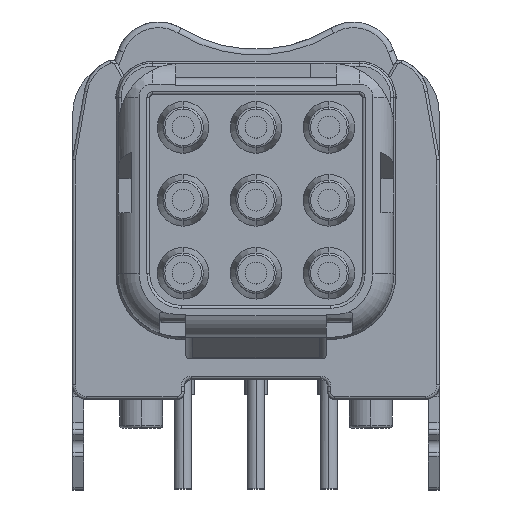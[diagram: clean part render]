
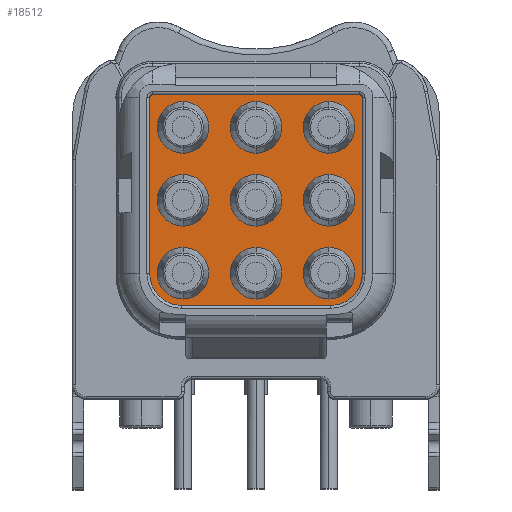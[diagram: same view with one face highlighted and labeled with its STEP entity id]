
A CAD part, top view. The second image highlights one B-rep face of the part: STEP entity #18512.
In plain terms, the highlighted planar face has unit normal (0, 0, 1).
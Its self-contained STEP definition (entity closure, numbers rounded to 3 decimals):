
#385=CARTESIAN_POINT('',(-3.6,3.57,-5.943));
#386=DIRECTION('',(0.,0.,1.));
#387=DIRECTION('',(0.,1.,0.));
#388=AXIS2_PLACEMENT_3D('',#385,#386,#387);
#393=DIRECTION('',(-1.,0.,0.));
#394=VECTOR('',#393,7.2);
#395=CARTESIAN_POINT('',(3.6,3.67,-5.943));
#396=LINE('',#395,#394);
#400=CARTESIAN_POINT('',(3.6,3.57,-5.943));
#401=DIRECTION('',(0.,0.,1.));
#402=DIRECTION('',(1.,0.,0.));
#403=AXIS2_PLACEMENT_3D('',#400,#401,#402);
#408=DIRECTION('',(0.,1.,0.));
#409=VECTOR('',#408,6.14);
#410=CARTESIAN_POINT('',(3.7,-2.57,-5.943));
#411=LINE('',#410,#409);
#415=CARTESIAN_POINT('',(2.6,-2.57,-5.943));
#416=DIRECTION('',(0.,0.,1.));
#417=DIRECTION('',(0.,-1.,0.));
#418=AXIS2_PLACEMENT_3D('',#415,#416,#417);
#423=DIRECTION('',(1.,0.,0.));
#424=VECTOR('',#423,5.2);
#425=CARTESIAN_POINT('',(-2.6,-3.67,-5.943));
#426=LINE('',#425,#424);
#430=CARTESIAN_POINT('',(-2.6,-2.57,-5.943));
#431=DIRECTION('',(0.,0.,1.));
#432=DIRECTION('',(-1.,0.,0.));
#433=AXIS2_PLACEMENT_3D('',#430,#431,#432);
#438=DIRECTION('',(0.,-1.,0.));
#439=VECTOR('',#438,6.14);
#440=CARTESIAN_POINT('',(-3.7,3.57,-5.943));
#441=LINE('',#440,#439);
#445=CARTESIAN_POINT('',(2.54,2.54,-5.943));
#446=DIRECTION('',(0.,0.,-1.));
#447=DIRECTION('',(0.,1.,0.));
#448=AXIS2_PLACEMENT_3D('',#445,#446,#447);
#453=CARTESIAN_POINT('',(2.54,2.54,-5.943));
#454=DIRECTION('',(0.,0.,-1.));
#455=DIRECTION('',(0.,-1.,0.));
#456=AXIS2_PLACEMENT_3D('',#453,#454,#455);
#461=CARTESIAN_POINT('',(0.,2.54,-5.943));
#462=DIRECTION('',(0.,0.,-1.));
#463=DIRECTION('',(0.,1.,0.));
#464=AXIS2_PLACEMENT_3D('',#461,#462,#463);
#469=CARTESIAN_POINT('',(0.,2.54,-5.943));
#470=DIRECTION('',(0.,0.,-1.));
#471=DIRECTION('',(0.,-1.,0.));
#472=AXIS2_PLACEMENT_3D('',#469,#470,#471);
#477=CARTESIAN_POINT('',(-2.54,2.54,-5.943));
#478=DIRECTION('',(0.,0.,-1.));
#479=DIRECTION('',(0.,1.,0.));
#480=AXIS2_PLACEMENT_3D('',#477,#478,#479);
#485=CARTESIAN_POINT('',(-2.54,2.54,-5.943));
#486=DIRECTION('',(0.,0.,-1.));
#487=DIRECTION('',(0.,-1.,0.));
#488=AXIS2_PLACEMENT_3D('',#485,#486,#487);
#493=CARTESIAN_POINT('',(2.54,0.,-5.943));
#494=DIRECTION('',(0.,0.,-1.));
#495=DIRECTION('',(0.,1.,0.));
#496=AXIS2_PLACEMENT_3D('',#493,#494,#495);
#501=CARTESIAN_POINT('',(2.54,0.,-5.943));
#502=DIRECTION('',(0.,0.,-1.));
#503=DIRECTION('',(0.,-1.,0.));
#504=AXIS2_PLACEMENT_3D('',#501,#502,#503);
#509=CARTESIAN_POINT('',(0.,0.,-5.943));
#510=DIRECTION('',(0.,0.,-1.));
#511=DIRECTION('',(0.,1.,0.));
#512=AXIS2_PLACEMENT_3D('',#509,#510,#511);
#517=CARTESIAN_POINT('',(0.,0.,-5.943));
#518=DIRECTION('',(0.,0.,-1.));
#519=DIRECTION('',(0.,-1.,0.));
#520=AXIS2_PLACEMENT_3D('',#517,#518,#519);
#525=CARTESIAN_POINT('',(-2.54,0.,-5.943));
#526=DIRECTION('',(0.,0.,-1.));
#527=DIRECTION('',(0.,1.,0.));
#528=AXIS2_PLACEMENT_3D('',#525,#526,#527);
#533=CARTESIAN_POINT('',(-2.54,0.,-5.943));
#534=DIRECTION('',(0.,0.,-1.));
#535=DIRECTION('',(0.,-1.,0.));
#536=AXIS2_PLACEMENT_3D('',#533,#534,#535);
#541=CARTESIAN_POINT('',(2.54,-2.54,-5.943));
#542=DIRECTION('',(0.,0.,-1.));
#543=DIRECTION('',(0.,1.,0.));
#544=AXIS2_PLACEMENT_3D('',#541,#542,#543);
#549=CARTESIAN_POINT('',(2.54,-2.54,-5.943));
#550=DIRECTION('',(0.,0.,-1.));
#551=DIRECTION('',(0.,-1.,0.));
#552=AXIS2_PLACEMENT_3D('',#549,#550,#551);
#557=CARTESIAN_POINT('',(0.,-2.54,-5.943));
#558=DIRECTION('',(0.,0.,-1.));
#559=DIRECTION('',(0.,1.,0.));
#560=AXIS2_PLACEMENT_3D('',#557,#558,#559);
#565=CARTESIAN_POINT('',(0.,-2.54,-5.943));
#566=DIRECTION('',(0.,0.,-1.));
#567=DIRECTION('',(0.,-1.,0.));
#568=AXIS2_PLACEMENT_3D('',#565,#566,#567);
#573=CARTESIAN_POINT('',(-2.54,-2.54,-5.943));
#574=DIRECTION('',(0.,0.,-1.));
#575=DIRECTION('',(0.,1.,0.));
#576=AXIS2_PLACEMENT_3D('',#573,#574,#575);
#581=CARTESIAN_POINT('',(-2.54,-2.54,-5.943));
#582=DIRECTION('',(0.,0.,-1.));
#583=DIRECTION('',(0.,-1.,0.));
#584=AXIS2_PLACEMENT_3D('',#581,#582,#583);
#16352=CARTESIAN_POINT('',(2.54,3.44,-5.943));
#16354=VERTEX_POINT('',#16352);
#16356=CARTESIAN_POINT('',(2.54,1.64,-5.943));
#16358=VERTEX_POINT('',#16356);
#16360=CARTESIAN_POINT('',(0.,3.44,-5.943));
#16362=VERTEX_POINT('',#16360);
#16364=CARTESIAN_POINT('',(0.,1.64,-5.943));
#16366=VERTEX_POINT('',#16364);
#16368=CARTESIAN_POINT('',(-2.54,3.44,-5.943));
#16370=VERTEX_POINT('',#16368);
#16372=CARTESIAN_POINT('',(-2.54,1.64,-5.943));
#16374=VERTEX_POINT('',#16372);
#16376=CARTESIAN_POINT('',(-3.6,3.67,-5.943));
#16377=CARTESIAN_POINT('',(-3.7,3.57,-5.943));
#16378=VERTEX_POINT('',#16376);
#16379=VERTEX_POINT('',#16377);
#16380=CARTESIAN_POINT('',(-3.7,-2.57,-5.943));
#16381=VERTEX_POINT('',#16380);
#16382=CARTESIAN_POINT('',(-2.6,-3.67,-5.943));
#16383=VERTEX_POINT('',#16382);
#16384=CARTESIAN_POINT('',(2.6,-3.67,-5.943));
#16385=VERTEX_POINT('',#16384);
#16386=CARTESIAN_POINT('',(3.7,-2.57,-5.943));
#16387=VERTEX_POINT('',#16386);
#16388=CARTESIAN_POINT('',(3.7,3.57,-5.943));
#16389=VERTEX_POINT('',#16388);
#16390=CARTESIAN_POINT('',(3.6,3.67,-5.943));
#16391=VERTEX_POINT('',#16390);
#17829=CARTESIAN_POINT('',(2.54,0.9,-5.943));
#17830=CARTESIAN_POINT('',(2.54,-0.9,-5.943));
#17831=VERTEX_POINT('',#17829);
#17832=VERTEX_POINT('',#17830);
#17841=CARTESIAN_POINT('',(0.,0.9,-5.943));
#17842=CARTESIAN_POINT('',(0.,-0.9,-5.943));
#17843=VERTEX_POINT('',#17841);
#17844=VERTEX_POINT('',#17842);
#17853=CARTESIAN_POINT('',(-2.54,0.9,-5.943));
#17854=CARTESIAN_POINT('',(-2.54,-0.9,-5.943));
#17855=VERTEX_POINT('',#17853);
#17856=VERTEX_POINT('',#17854);
#18011=CARTESIAN_POINT('',(2.54,-1.64,-5.943));
#18012=CARTESIAN_POINT('',(2.54,-3.44,-5.943));
#18013=VERTEX_POINT('',#18011);
#18014=VERTEX_POINT('',#18012);
#18023=CARTESIAN_POINT('',(0.,-1.64,-5.943));
#18024=CARTESIAN_POINT('',(0.,-3.44,-5.943));
#18025=VERTEX_POINT('',#18023);
#18026=VERTEX_POINT('',#18024);
#18035=CARTESIAN_POINT('',(-2.54,-1.64,-5.943));
#18036=CARTESIAN_POINT('',(-2.54,-3.44,-5.943));
#18037=VERTEX_POINT('',#18035);
#18038=VERTEX_POINT('',#18036);
#18443=CARTESIAN_POINT('',(0.,0.,-5.943));
#18444=DIRECTION('',(0.,0.,1.));
#18445=DIRECTION('',(1.,0.,0.));
#18446=AXIS2_PLACEMENT_3D('',#18443,#18444,#18445);
#18447=PLANE('',#18446);
#18448=ORIENTED_EDGE('',*,*,#18437,.F.);
#18449=ORIENTED_EDGE('',*,*,#18339,.F.);
#18450=ORIENTED_EDGE('',*,*,#18354,.F.);
#18451=ORIENTED_EDGE('',*,*,#18368,.F.);
#18452=ORIENTED_EDGE('',*,*,#18382,.F.);
#18453=ORIENTED_EDGE('',*,*,#18396,.F.);
#18454=ORIENTED_EDGE('',*,*,#18410,.F.);
#18455=ORIENTED_EDGE('',*,*,#18424,.F.);
#18456=EDGE_LOOP('',(#18448,#18449,#18450,#18451,#18452,#18453,#18454,#18455));
#18457=FACE_OUTER_BOUND('',#18456,.F.);
#18459=ORIENTED_EDGE('',*,*,#18458,.F.);
#18461=ORIENTED_EDGE('',*,*,#18460,.F.);
#18462=EDGE_LOOP('',(#18459,#18461));
#18463=FACE_BOUND('',#18462,.F.);
#18465=ORIENTED_EDGE('',*,*,#18464,.F.);
#18467=ORIENTED_EDGE('',*,*,#18466,.F.);
#18468=EDGE_LOOP('',(#18465,#18467));
#18469=FACE_BOUND('',#18468,.F.);
#18471=ORIENTED_EDGE('',*,*,#18470,.F.);
#18473=ORIENTED_EDGE('',*,*,#18472,.F.);
#18474=EDGE_LOOP('',(#18471,#18473));
#18475=FACE_BOUND('',#18474,.F.);
#18477=ORIENTED_EDGE('',*,*,#18476,.F.);
#18479=ORIENTED_EDGE('',*,*,#18478,.F.);
#18480=EDGE_LOOP('',(#18477,#18479));
#18481=FACE_BOUND('',#18480,.F.);
#18483=ORIENTED_EDGE('',*,*,#18482,.F.);
#18485=ORIENTED_EDGE('',*,*,#18484,.F.);
#18486=EDGE_LOOP('',(#18483,#18485));
#18487=FACE_BOUND('',#18486,.F.);
#18489=ORIENTED_EDGE('',*,*,#18488,.F.);
#18491=ORIENTED_EDGE('',*,*,#18490,.F.);
#18492=EDGE_LOOP('',(#18489,#18491));
#18493=FACE_BOUND('',#18492,.F.);
#18495=ORIENTED_EDGE('',*,*,#18494,.F.);
#18497=ORIENTED_EDGE('',*,*,#18496,.F.);
#18498=EDGE_LOOP('',(#18495,#18497));
#18499=FACE_BOUND('',#18498,.F.);
#18501=ORIENTED_EDGE('',*,*,#18500,.F.);
#18503=ORIENTED_EDGE('',*,*,#18502,.F.);
#18504=EDGE_LOOP('',(#18501,#18503));
#18505=FACE_BOUND('',#18504,.F.);
#18507=ORIENTED_EDGE('',*,*,#18506,.F.);
#18509=ORIENTED_EDGE('',*,*,#18508,.F.);
#18510=EDGE_LOOP('',(#18507,#18509));
#18511=FACE_BOUND('',#18510,.F.);
#389=CIRCLE('',#388,0.1);
#404=CIRCLE('',#403,0.1);
#419=CIRCLE('',#418,1.1);
#434=CIRCLE('',#433,1.1);
#449=CIRCLE('',#448,0.9);
#457=CIRCLE('',#456,0.9);
#465=CIRCLE('',#464,0.9);
#473=CIRCLE('',#472,0.9);
#481=CIRCLE('',#480,0.9);
#489=CIRCLE('',#488,0.9);
#497=CIRCLE('',#496,0.9);
#505=CIRCLE('',#504,0.9);
#513=CIRCLE('',#512,0.9);
#521=CIRCLE('',#520,0.9);
#529=CIRCLE('',#528,0.9);
#537=CIRCLE('',#536,0.9);
#545=CIRCLE('',#544,0.9);
#553=CIRCLE('',#552,0.9);
#561=CIRCLE('',#560,0.9);
#569=CIRCLE('',#568,0.9);
#577=CIRCLE('',#576,0.9);
#585=CIRCLE('',#584,0.9);
#18339=EDGE_CURVE('',#16391,#16378,#396,.T.);
#18354=EDGE_CURVE('',#16389,#16391,#404,.T.);
#18368=EDGE_CURVE('',#16387,#16389,#411,.T.);
#18382=EDGE_CURVE('',#16385,#16387,#419,.T.);
#18396=EDGE_CURVE('',#16383,#16385,#426,.T.);
#18410=EDGE_CURVE('',#16381,#16383,#434,.T.);
#18424=EDGE_CURVE('',#16379,#16381,#441,.T.);
#18437=EDGE_CURVE('',#16378,#16379,#389,.T.);
#18458=EDGE_CURVE('',#16354,#16358,#449,.T.);
#18460=EDGE_CURVE('',#16358,#16354,#457,.T.);
#18464=EDGE_CURVE('',#16362,#16366,#465,.T.);
#18466=EDGE_CURVE('',#16366,#16362,#473,.T.);
#18470=EDGE_CURVE('',#16370,#16374,#481,.T.);
#18472=EDGE_CURVE('',#16374,#16370,#489,.T.);
#18476=EDGE_CURVE('',#17831,#17832,#497,.T.);
#18478=EDGE_CURVE('',#17832,#17831,#505,.T.);
#18482=EDGE_CURVE('',#17843,#17844,#513,.T.);
#18484=EDGE_CURVE('',#17844,#17843,#521,.T.);
#18488=EDGE_CURVE('',#17855,#17856,#529,.T.);
#18490=EDGE_CURVE('',#17856,#17855,#537,.T.);
#18494=EDGE_CURVE('',#18013,#18014,#545,.T.);
#18496=EDGE_CURVE('',#18014,#18013,#553,.T.);
#18500=EDGE_CURVE('',#18025,#18026,#561,.T.);
#18502=EDGE_CURVE('',#18026,#18025,#569,.T.);
#18506=EDGE_CURVE('',#18037,#18038,#577,.T.);
#18508=EDGE_CURVE('',#18038,#18037,#585,.T.);
#18512=ADVANCED_FACE('',(#18457,#18463,#18469,#18475,#18481,#18487,#18493,
#18499,#18505,#18511),#18447,.T.);
